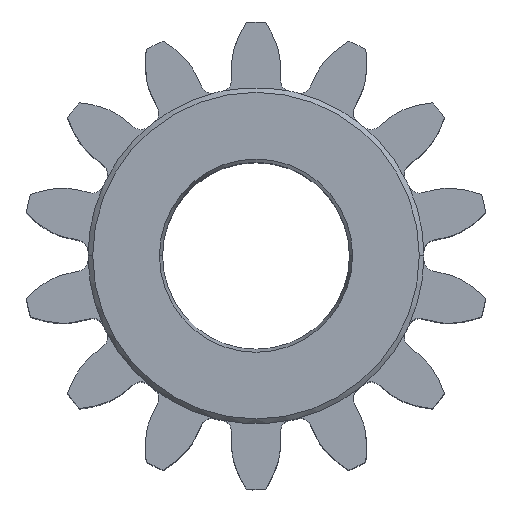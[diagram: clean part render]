
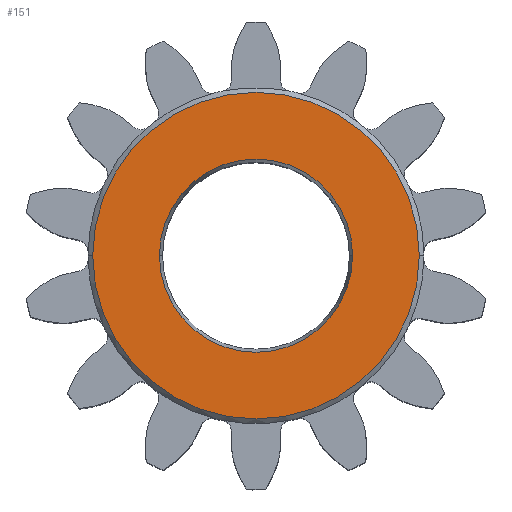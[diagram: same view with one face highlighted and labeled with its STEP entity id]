
A CAD part, top view. The second image highlights one B-rep face of the part: STEP entity #151.
In plain terms, the highlighted planar face has unit normal (0, 0, 1).
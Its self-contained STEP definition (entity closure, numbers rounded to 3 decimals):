
#151 = ADVANCED_FACE ( 'NONE', ( #1195, #1194 ), #218, .T. ) ;
#218 = PLANE ( 'NONE',  #4747 ) ;
#220 = CARTESIAN_POINT ( 'NONE',  ( -1101.64, -4.046, 16. ) ) ;
#222 = DIRECTION ( 'NONE',  ( 0., 0., 1. ) ) ;
#223 = DIRECTION ( 'NONE',  ( 1., 0., 0. ) ) ;
#625 = ORIENTED_EDGE ( 'NONE', *, *, #4056, .T. ) ;
#664 = VERTEX_POINT ( 'NONE', #3111 ) ;
#665 = VERTEX_POINT ( 'NONE', #3112 ) ;
#682 = VERTEX_POINT ( 'NONE', #3129 ) ;
#683 = VERTEX_POINT ( 'NONE', #3130 ) ;
#912 = ORIENTED_EDGE ( 'NONE', *, *, #4055, .T. ) ;
#913 = ORIENTED_EDGE ( 'NONE', *, *, #5050, .T. ) ;
#914 = ORIENTED_EDGE ( 'NONE', *, *, #4718, .T. ) ;
#1065 = EDGE_LOOP ( 'NONE', ( #914, #625 ) ) ;
#1194 = FACE_BOUND ( 'NONE', #1065, .T. ) ;
#1195 = FACE_OUTER_BOUND ( 'NONE', #4695, .T. ) ;
#3111 = CARTESIAN_POINT ( 'NONE',  ( -1117.326, -6.901, 16. ) ) ;
#3112 = CARTESIAN_POINT ( 'NONE',  ( -1103.351, -6.901, 16. ) ) ;
#3129 = CARTESIAN_POINT ( 'NONE',  ( -1106.204, -6.901, 16. ) ) ;
#3130 = CARTESIAN_POINT ( 'NONE',  ( -1114.472, -6.901, 16. ) ) ;
#3379 = CIRCLE ( 'NONE', #3620, 6.988 ) ;
#3380 = CIRCLE ( 'NONE', #3621, 4.134 ) ;
#3416 = CIRCLE ( 'NONE', #3646, 4.134 ) ;
#3620 = AXIS2_PLACEMENT_3D ( 'NONE', #3835, #3836, #3837 ) ;
#3621 = AXIS2_PLACEMENT_3D ( 'NONE', #3838, #3839, #3840 ) ;
#3646 = AXIS2_PLACEMENT_3D ( 'NONE', #3940, #3941, #3942 ) ;
#3835 = CARTESIAN_POINT ( 'NONE',  ( -1110.338, -6.901, 16. ) ) ;
#3836 = DIRECTION ( 'NONE',  ( 0., 0., 1. ) ) ;
#3837 = DIRECTION ( 'NONE',  ( 1., 0., 0. ) ) ;
#3838 = CARTESIAN_POINT ( 'NONE',  ( -1110.338, -6.901, 16. ) ) ;
#3839 = DIRECTION ( 'NONE',  ( 0., 0., -1. ) ) ;
#3840 = DIRECTION ( 'NONE',  ( 1., 0., 0. ) ) ;
#3940 = CARTESIAN_POINT ( 'NONE',  ( -1110.338, -6.901, 16. ) ) ;
#3941 = DIRECTION ( 'NONE',  ( 0., 0., -1. ) ) ;
#3942 = DIRECTION ( 'NONE',  ( 1., 0., 0. ) ) ;
#4055 = EDGE_CURVE ( 'NONE', #664, #665, #3379, .T. ) ;
#4056 = EDGE_CURVE ( 'NONE', #683, #682, #3380, .T. ) ;
#4289 = CIRCLE ( 'NONE', #4681, 6.988 ) ;
#4644 = CARTESIAN_POINT ( 'NONE',  ( -1110.338, -6.901, 16. ) ) ;
#4645 = DIRECTION ( 'NONE',  ( 0., 0., 1. ) ) ;
#4646 = DIRECTION ( 'NONE',  ( 1., 0., 0. ) ) ;
#4681 = AXIS2_PLACEMENT_3D ( 'NONE', #4644, #4645, #4646 ) ;
#4695 = EDGE_LOOP ( 'NONE', ( #912, #913 ) ) ;
#4718 = EDGE_CURVE ( 'NONE', #682, #683, #3416, .T. ) ;
#4747 = AXIS2_PLACEMENT_3D ( 'NONE', #220, #222, #223 ) ;
#5050 = EDGE_CURVE ( 'NONE', #665, #664, #4289, .T. ) ;
